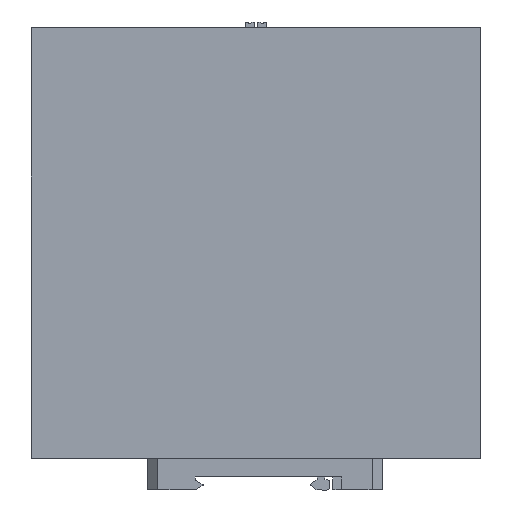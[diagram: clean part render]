
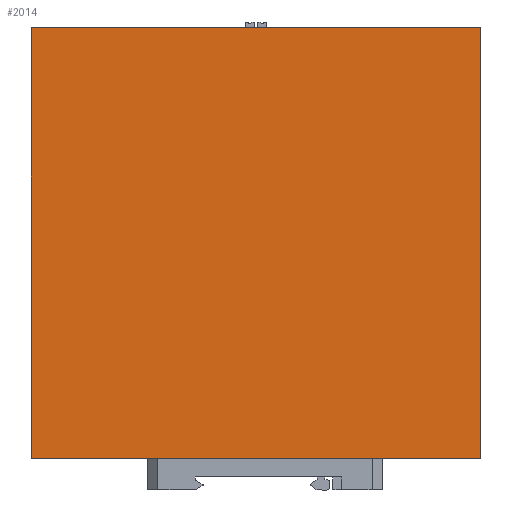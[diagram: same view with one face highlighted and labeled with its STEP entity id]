
A CAD part, left-side view. The second image highlights one B-rep face of the part: STEP entity #2014.
In plain terms, the highlighted planar face has unit normal (-1, 0, 0).
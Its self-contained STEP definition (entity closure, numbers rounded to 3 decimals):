
#1985=AXIS2_PLACEMENT_3D('Plane Axis2P3D',#1982,#1983,#1984) ;
#131=CARTESIAN_POINT('Line Origine',(0.,65.,134.)) ;
#135=CARTESIAN_POINT('Vertex',(0.,0.,134.)) ;
#137=CARTESIAN_POINT('Vertex',(0.,130.,134.)) ;
#310=CARTESIAN_POINT('Line Origine',(0.,130.,133.975)) ;
#314=CARTESIAN_POINT('Vertex',(0.,130.,133.95)) ;
#375=CARTESIAN_POINT('Line Origine',(0.,0.,71.55)) ;
#379=CARTESIAN_POINT('Vertex',(0.,0.,9.1)) ;
#1982=CARTESIAN_POINT('Axis2P3D Location',(0.,65.,71.6)) ;
#1987=CARTESIAN_POINT('Line Origine',(0.,65.,9.1)) ;
#1991=CARTESIAN_POINT('Vertex',(0.,130.,9.1)) ;
#1994=CARTESIAN_POINT('Line Origine',(0.,130.,133.9)) ;
#1998=CARTESIAN_POINT('Vertex',(0.,130.,133.85)) ;
#2001=CARTESIAN_POINT('Line Origine',(0.,130.,71.475)) ;
#132=DIRECTION('Vector Direction',(0.,-1.,0.)) ;
#311=DIRECTION('Vector Direction',(0.,0.,1.)) ;
#376=DIRECTION('Vector Direction',(0.,0.,1.)) ;
#1983=DIRECTION('Axis2P3D Direction',(-1.,0.,-0.)) ;
#1984=DIRECTION('Axis2P3D XDirection',(0.,0.,-1.)) ;
#1988=DIRECTION('Vector Direction',(0.,-1.,0.)) ;
#1995=DIRECTION('Vector Direction',(0.,0.,-1.)) ;
#2002=DIRECTION('Vector Direction',(0.,0.,-1.)) ;
#133=VECTOR('Line Direction',#132,1.) ;
#312=VECTOR('Line Direction',#311,1.) ;
#377=VECTOR('Line Direction',#376,1.) ;
#1989=VECTOR('Line Direction',#1988,1.) ;
#1996=VECTOR('Line Direction',#1995,1.) ;
#2003=VECTOR('Line Direction',#2002,1.) ;
#2007=ORIENTED_EDGE('',*,*,#1993,.T.) ;
#2008=ORIENTED_EDGE('',*,*,#381,.T.) ;
#2009=ORIENTED_EDGE('',*,*,#139,.T.) ;
#2010=ORIENTED_EDGE('',*,*,#316,.F.) ;
#2011=ORIENTED_EDGE('',*,*,#2000,.F.) ;
#2012=ORIENTED_EDGE('',*,*,#2005,.T.) ;
#2014=ADVANCED_FACE('PRO ECO',(#2013),#1986,.T.) ;
#139=EDGE_CURVE('',#136,#138,#134,.F.) ;
#316=EDGE_CURVE('',#315,#138,#313,.T.) ;
#381=EDGE_CURVE('',#380,#136,#378,.T.) ;
#1993=EDGE_CURVE('',#1992,#380,#1990,.T.) ;
#2000=EDGE_CURVE('',#1999,#315,#1997,.F.) ;
#2005=EDGE_CURVE('',#1999,#1992,#2004,.T.) ;
#2006=EDGE_LOOP('',(#2007,#2008,#2009,#2010,#2011,#2012)) ;
#2013=FACE_OUTER_BOUND('',#2006,.T.) ;
#134=LINE('Line',#131,#133) ;
#313=LINE('Line',#310,#312) ;
#378=LINE('Line',#375,#377) ;
#1990=LINE('Line',#1987,#1989) ;
#1997=LINE('Line',#1994,#1996) ;
#2004=LINE('Line',#2001,#2003) ;
#1986=PLANE('',#1985) ;
#136=VERTEX_POINT('',#135) ;
#138=VERTEX_POINT('',#137) ;
#315=VERTEX_POINT('',#314) ;
#380=VERTEX_POINT('',#379) ;
#1992=VERTEX_POINT('',#1991) ;
#1999=VERTEX_POINT('',#1998) ;
